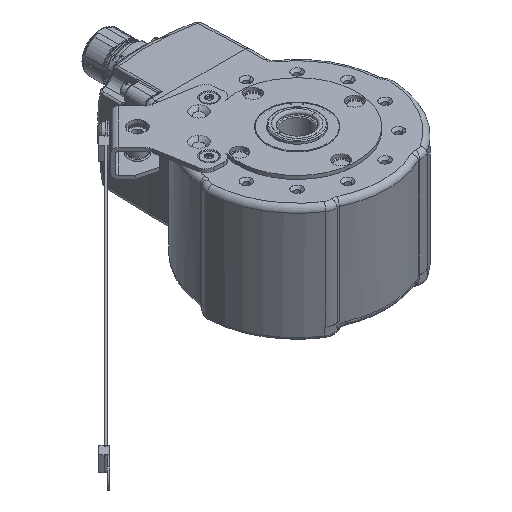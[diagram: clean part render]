
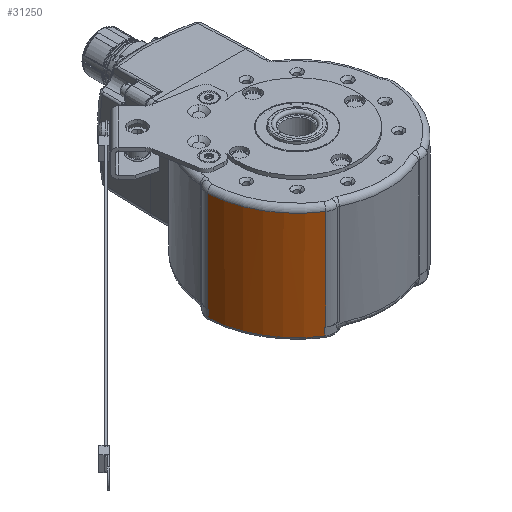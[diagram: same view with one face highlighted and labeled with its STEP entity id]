
A CAD part, isometric view. The second image highlights one B-rep face of the part: STEP entity #31250.
In plain terms, the highlighted cylindrical face has radius 55 mm (diameter 110 mm), a partial arc.
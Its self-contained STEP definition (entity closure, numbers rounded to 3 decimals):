
#2505=DIRECTION('',(0.,0.,-1.));
#2506=VECTOR('',#2505,58.5);
#2507=CARTESIAN_POINT('',(-54.944,-2.477,8.3));
#2508=LINE('',#2507,#2506);
#2509=DIRECTION('',(0.,0.,-1.));
#2510=VECTOR('',#2509,58.5);
#2511=CARTESIAN_POINT('',(-29.617,-46.345,8.3));
#2512=LINE('',#2511,#2510);
#2513=DIRECTION('',(0.,0.,1.));
#2514=VECTOR('',#2513,4.5);
#2515=CARTESIAN_POINT('',(-54.918,-2.993,-54.7));
#2516=LINE('',#2515,#2514);
#2517=CARTESIAN_POINT('',(0.,0.,8.3));
#2518=DIRECTION('',(0.,0.,-1.));
#2519=DIRECTION('',(-0.538,-0.843,0.));
#2520=AXIS2_PLACEMENT_3D('',#2517,#2518,#2519);
#2889=CARTESIAN_POINT('',(0.,0.,-50.2));
#2890=DIRECTION('',(0.,0.,1.));
#2891=DIRECTION('',(-0.999,-0.045,0.));
#2892=AXIS2_PLACEMENT_3D('',#2889,#2890,#2891);
#3278=DIRECTION('',(0.,0.,1.));
#3279=VECTOR('',#3278,4.5);
#3280=CARTESIAN_POINT('',(-30.051,-46.064,-54.7));
#3281=LINE('',#3280,#3279);
#3282=CARTESIAN_POINT('',(0.,0.,-50.2));
#3283=DIRECTION('',(0.,0.,1.));
#3284=DIRECTION('',(-0.546,-0.838,0.));
#3285=AXIS2_PLACEMENT_3D('',#3282,#3283,#3284);
#3301=CARTESIAN_POINT('',(0.,0.,-54.7));
#3302=DIRECTION('',(0.,0.,1.));
#3303=DIRECTION('',(-0.999,-0.054,0.));
#3304=AXIS2_PLACEMENT_3D('',#3301,#3302,#3303);
#22235=CARTESIAN_POINT('',(-30.051,-46.064,-54.7));
#22236=VERTEX_POINT('',#22235);
#22279=CARTESIAN_POINT('',(-54.918,-2.993,-54.7));
#22280=VERTEX_POINT('',#22279);
#25522=CARTESIAN_POINT('',(-29.617,-46.345,8.3));
#25523=VERTEX_POINT('',#25522);
#25524=CARTESIAN_POINT('',(-54.944,-2.477,8.3));
#25525=VERTEX_POINT('',#25524);
#25771=CARTESIAN_POINT('',(-54.944,-2.477,-50.2));
#25773=VERTEX_POINT('',#25771);
#25774=CARTESIAN_POINT('',(-29.617,-46.345,-50.2));
#25776=VERTEX_POINT('',#25774);
#25795=CARTESIAN_POINT('',(-30.051,-46.064,-50.2));
#25797=VERTEX_POINT('',#25795);
#25828=CARTESIAN_POINT('',(-54.918,-2.993,-50.2));
#25829=VERTEX_POINT('',#25828);
#31228=CARTESIAN_POINT('',(0.,0.,-56.2));
#31229=DIRECTION('',(0.,0.,1.));
#31230=DIRECTION('',(1.,0.,0.));
#31231=AXIS2_PLACEMENT_3D('',#31228,#31229,#31230);
#31232=CYLINDRICAL_SURFACE('',#31231,55.);
#31233=ORIENTED_EDGE('',*,*,#31211,.F.);
#31235=ORIENTED_EDGE('',*,*,#31234,.F.);
#31237=ORIENTED_EDGE('',*,*,#31236,.T.);
#31239=ORIENTED_EDGE('',*,*,#31238,.F.);
#31241=ORIENTED_EDGE('',*,*,#31240,.F.);
#31243=ORIENTED_EDGE('',*,*,#31242,.F.);
#31245=ORIENTED_EDGE('',*,*,#31244,.T.);
#31247=ORIENTED_EDGE('',*,*,#31246,.F.);
#31248=EDGE_LOOP('',(#31233,#31235,#31237,#31239,#31241,#31243,#31245,#31247));
#31249=FACE_OUTER_BOUND('',#31248,.F.);
#2521=CIRCLE('',#2520,55.);
#2893=CIRCLE('',#2892,55.);
#3286=CIRCLE('',#3285,55.);
#3305=CIRCLE('',#3304,55.);
#31211=EDGE_CURVE('',#25525,#25773,#2508,.T.);
#31234=EDGE_CURVE('',#25523,#25525,#2521,.T.);
#31236=EDGE_CURVE('',#25523,#25776,#2512,.T.);
#31238=EDGE_CURVE('',#25797,#25776,#3286,.T.);
#31240=EDGE_CURVE('',#22236,#25797,#3281,.T.);
#31242=EDGE_CURVE('',#22280,#22236,#3305,.T.);
#31244=EDGE_CURVE('',#22280,#25829,#2516,.T.);
#31246=EDGE_CURVE('',#25773,#25829,#2893,.T.);
#31250=ADVANCED_FACE('',(#31249),#31232,.T.);
